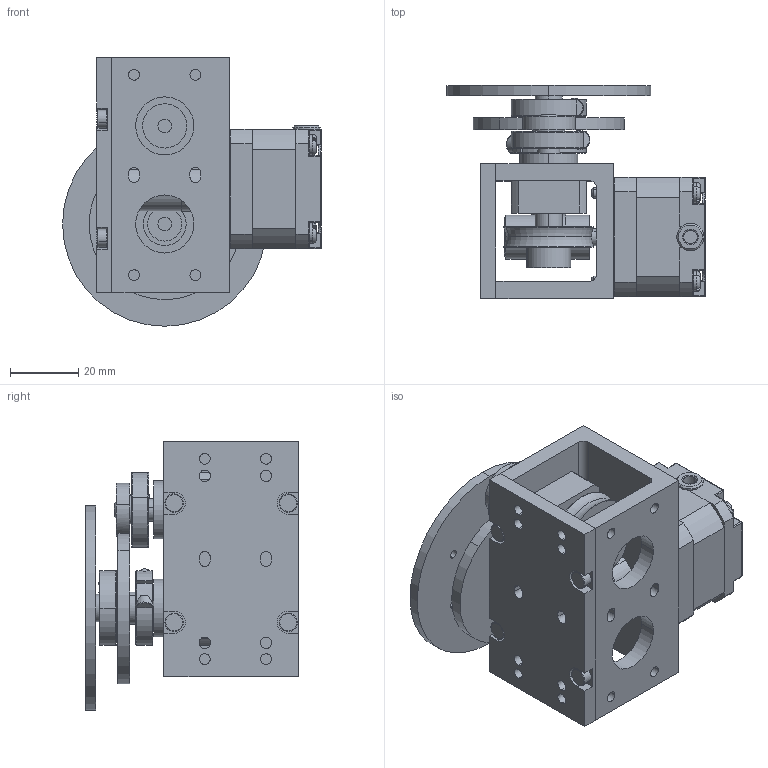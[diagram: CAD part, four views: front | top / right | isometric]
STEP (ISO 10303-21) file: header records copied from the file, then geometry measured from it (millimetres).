
FILE_DESCRIPTION (( 'STEP AP203' ), '1' );
FILE_NAME ('RSB30K.STEP', '2019-11-11T16:07:48', ( '' ), ( '' ), 'SwSTEP 2.0', 'SolidWorks 2019', '' );
FILE_SCHEMA (( 'CONFIG_CONTROL_DESIGN' ));
Length unit declared in the file: millimetre
Products named in the file (1): RSB30K
Bounding box: 76 x 62.5 x 78.8 mm (x, y, z)
Volume: 109114.4 mm3; surface area: 45794.4 mm2
Topology: 1 solids, 1 shells, 614 faces, 1644 edges, 1028 vertices
Faces by surface type: cylinder 261, plane 226, torus 99, cone 20, sphere 8
Entity records: 20208 total; most frequent: CARTESIAN_POINT 4345, DIRECTION 3447, ORIENTED_EDGE 3272, EDGE_CURVE 1636, AXIS2_PLACEMENT_3D 1352, VERTEX_POINT 1028, LINE 743, VECTOR 743
